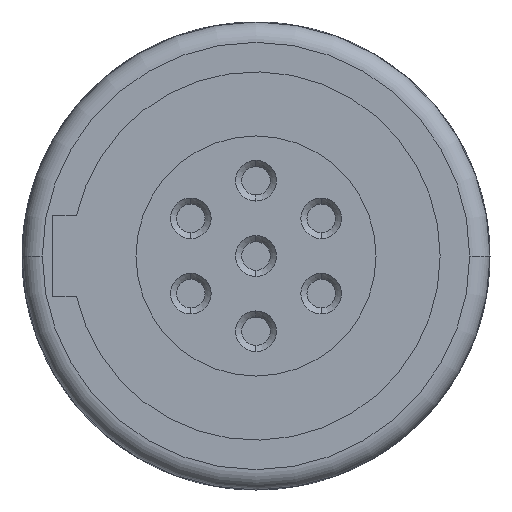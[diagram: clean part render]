
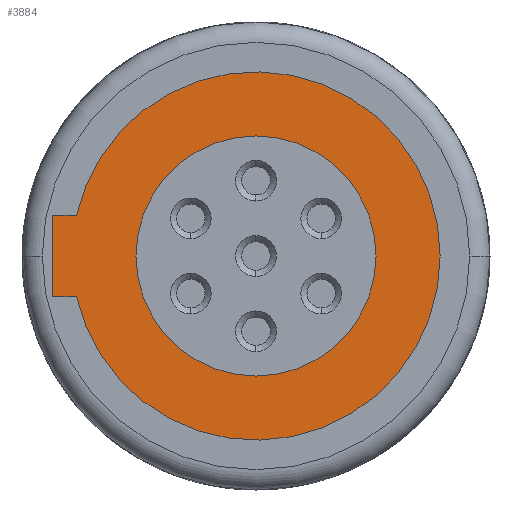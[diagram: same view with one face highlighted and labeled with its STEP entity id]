
A CAD part, left-side view. The second image highlights one B-rep face of the part: STEP entity #3884.
In plain terms, the highlighted planar face has unit normal (-1, 0, 0).
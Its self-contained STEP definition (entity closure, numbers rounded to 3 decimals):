
#1=DIRECTION('',(0.,1.,0.));
#2=VECTOR('',#1,0.587);
#3=CARTESIAN_POINT('',(0.,4.413,-1.));
#4=LINE('',#3,#2);
#5=DIRECTION('',(0.,0.,1.));
#6=VECTOR('',#5,2.);
#7=CARTESIAN_POINT('',(0.,5.,-1.));
#8=LINE('',#7,#6);
#9=DIRECTION('',(0.,-1.,0.));
#10=VECTOR('',#9,0.587);
#11=CARTESIAN_POINT('',(0.,5.,1.));
#12=LINE('',#11,#10);
#13=CARTESIAN_POINT('',(0.,0.,0.));
#14=DIRECTION('',(1.,0.,0.));
#15=DIRECTION('',(0.,0.,-1.));
#16=AXIS2_PLACEMENT_3D('',#13,#14,#15);
#18=CARTESIAN_POINT('',(0.,0.,0.));
#19=DIRECTION('',(1.,0.,0.));
#20=DIRECTION('',(0.,0.,1.));
#21=AXIS2_PLACEMENT_3D('',#18,#19,#20);
#32=CARTESIAN_POINT('',(0.,0.,0.));
#33=DIRECTION('',(-1.,0.,0.));
#34=DIRECTION('',(0.,0.975,-0.221));
#35=AXIS2_PLACEMENT_3D('',#32,#33,#34);
#3351=CARTESIAN_POINT('',(0.,0.,-2.95));
#3352=VERTEX_POINT('',#3351);
#3353=CARTESIAN_POINT('',(0.,0.,2.95));
#3354=VERTEX_POINT('',#3353);
#3657=CARTESIAN_POINT('',(0.,5.,-1.));
#3658=CARTESIAN_POINT('',(0.,5.,1.));
#3659=VERTEX_POINT('',#3657);
#3660=VERTEX_POINT('',#3658);
#3661=CARTESIAN_POINT('',(0.,4.413,-1.));
#3662=VERTEX_POINT('',#3661);
#3663=CARTESIAN_POINT('',(0.,4.413,1.));
#3664=VERTEX_POINT('',#3663);
#3863=CARTESIAN_POINT('',(0.,0.,0.));
#3864=DIRECTION('',(1.,0.,0.));
#3865=DIRECTION('',(0.,0.,-1.));
#3866=AXIS2_PLACEMENT_3D('',#3863,#3864,#3865);
#3867=PLANE('',#3866);
#3869=ORIENTED_EDGE('',*,*,#3868,.F.);
#3871=ORIENTED_EDGE('',*,*,#3870,.T.);
#3873=ORIENTED_EDGE('',*,*,#3872,.T.);
#3875=ORIENTED_EDGE('',*,*,#3874,.T.);
#3876=EDGE_LOOP('',(#3869,#3871,#3873,#3875));
#3877=FACE_OUTER_BOUND('',#3876,.F.);
#3879=ORIENTED_EDGE('',*,*,#3878,.F.);
#3881=ORIENTED_EDGE('',*,*,#3880,.F.);
#3882=EDGE_LOOP('',(#3879,#3881));
#3883=FACE_BOUND('',#3882,.F.);
#3884=ADVANCED_FACE('',(#3877,#3883),#3867,.F.);
#17=CIRCLE('',#16,2.95);
#22=CIRCLE('',#21,2.95);
#36=CIRCLE('',#35,4.525);
#3868=EDGE_CURVE('',#3662,#3664,#36,.T.);
#3870=EDGE_CURVE('',#3662,#3659,#4,.T.);
#3872=EDGE_CURVE('',#3659,#3660,#8,.T.);
#3874=EDGE_CURVE('',#3660,#3664,#12,.T.);
#3878=EDGE_CURVE('',#3352,#3354,#17,.T.);
#3880=EDGE_CURVE('',#3354,#3352,#22,.T.);
